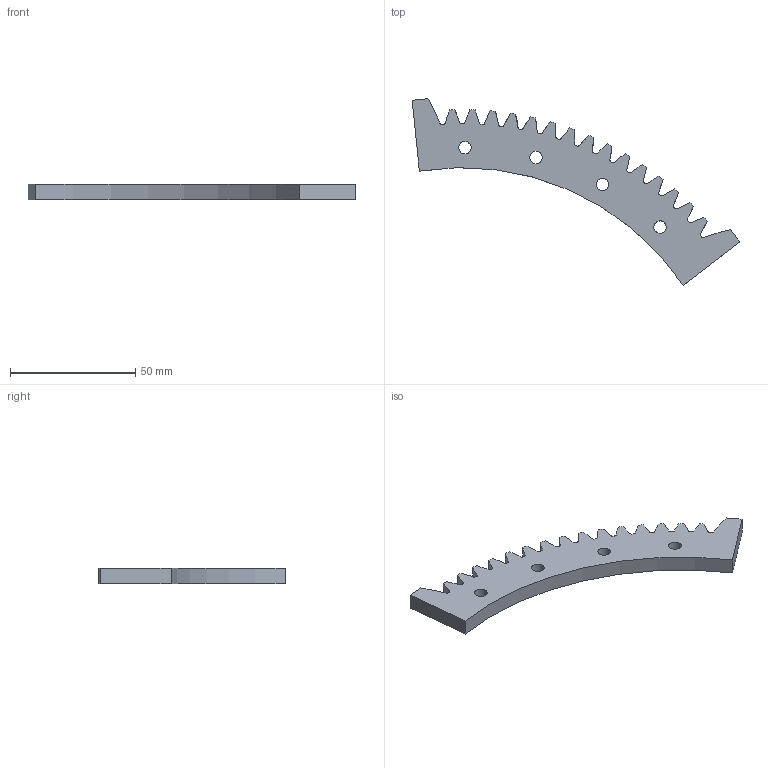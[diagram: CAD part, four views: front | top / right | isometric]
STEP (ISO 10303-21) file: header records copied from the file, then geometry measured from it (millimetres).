
FILE_DESCRIPTION (( 'STEP AP203' ), '1' );
FILE_NAME ('599-24-season-StV5-P-1002.STEP', '2024-09-27T00:39:39', ( '' ), ( '' ), 'SwSTEP 2.0', 'SolidWorks 2024', '' );
FILE_SCHEMA (( 'CONFIG_CONTROL_DESIGN' ));
Length unit declared in the file: inch
Products named in the file (1): 599-24-season-StV5-P-1002
Bounding box: 130.9 x 74.54 x 6.35 mm (x, y, z)
Volume: 17149.6 mm3; surface area: 8730 mm2
Topology: 1 solids, 1 shells, 48 faces, 138 edges, 92 vertices
Faces by surface type: cylinder 24, bspline 16, plane 8
Entity records: 6325 total; most frequent: CARTESIAN_POINT 5031, ORIENTED_EDGE 276, DIRECTION 220, EDGE_CURVE 138, VERTEX_POINT 92, AXIS2_PLACEMENT_3D 81, LINE 58, VECTOR 58
